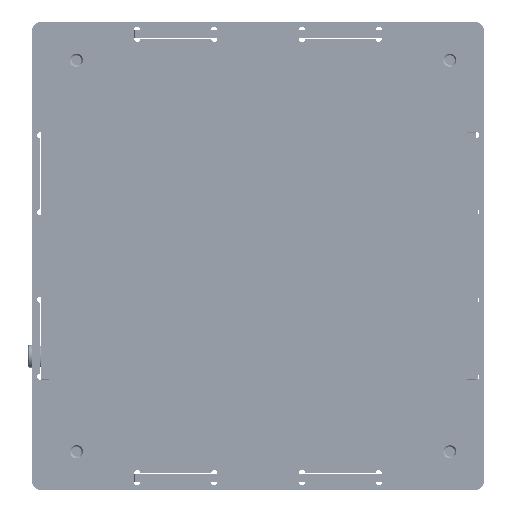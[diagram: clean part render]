
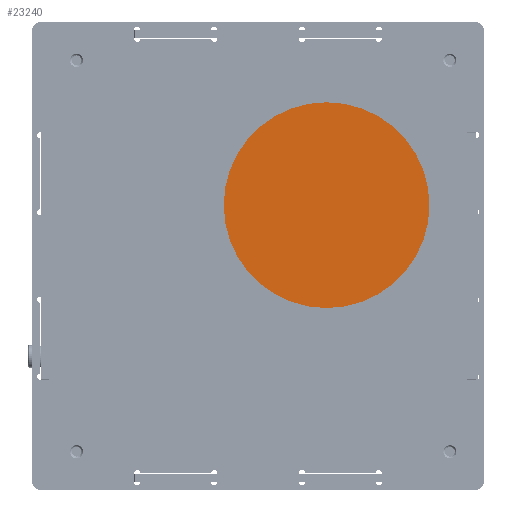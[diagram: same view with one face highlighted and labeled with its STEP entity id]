
A CAD part, front view. The second image highlights one B-rep face of the part: STEP entity #23240.
In plain terms, the highlighted planar face has unit normal (0, -1, 0).
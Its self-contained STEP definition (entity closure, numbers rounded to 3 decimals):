
#6747=FACE_OUTER_BOUND('',#8021,.T.);
#8021=EDGE_LOOP('',(#16083));
#9330=CIRCLE('',#24730,25.);
#9941=VERTEX_POINT('',#32686);
#12325=EDGE_CURVE('',#9941,#9941,#9330,.T.);
#16083=ORIENTED_EDGE('',*,*,#12325,.T.);
#22507=PLANE('',#24731);
#23240=ADVANCED_FACE('',(#6747),#22507,.T.);
#24730=AXIS2_PLACEMENT_3D('',#32687,#26868,#26869);
#24731=AXIS2_PLACEMENT_3D('',#32689,#26871,#26872);
#26868=DIRECTION('center_axis',(0.,-1.,0.));
#26869=DIRECTION('ref_axis',(0.,0.,-1.));
#26871=DIRECTION('center_axis',(0.,-1.,0.));
#26872=DIRECTION('ref_axis',(0.,0.,-1.));
#32686=CARTESIAN_POINT('',(16.65,-16.,37.35));
#32687=CARTESIAN_POINT('Origin',(16.65,-16.,12.35));
#32689=CARTESIAN_POINT('Origin',(16.65,-16.,12.35));
